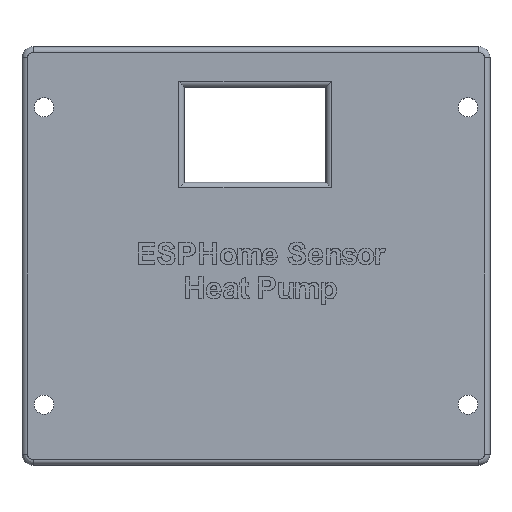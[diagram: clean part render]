
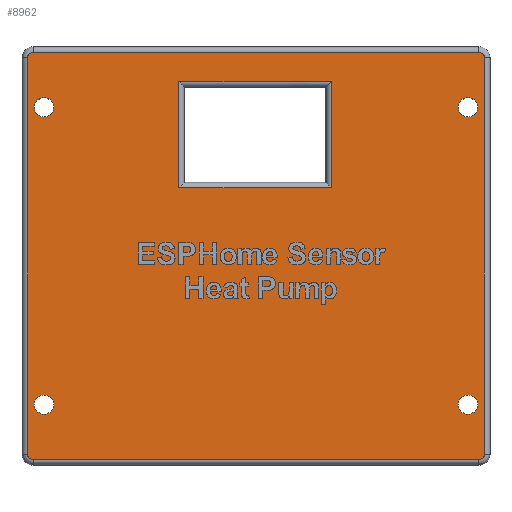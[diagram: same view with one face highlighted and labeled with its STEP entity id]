
A CAD part, top view. The second image highlights one B-rep face of the part: STEP entity #8962.
In plain terms, the highlighted planar face has unit normal (0, 0, 1).
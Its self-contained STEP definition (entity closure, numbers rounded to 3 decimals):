
#994=FACE_BOUND('',#1755,.T.);
#995=FACE_BOUND('',#1756,.T.);
#996=FACE_BOUND('',#1757,.T.);
#997=FACE_BOUND('',#1758,.T.);
#998=FACE_BOUND('',#1759,.T.);
#1022=CIRCLE('',#9506,1.);
#1023=CIRCLE('',#9507,1.);
#1024=CIRCLE('',#9508,1.);
#1025=CIRCLE('',#9509,1.);
#1026=CIRCLE('',#9510,1.75);
#1027=CIRCLE('',#9511,1.75);
#1028=CIRCLE('',#9512,1.75);
#1029=CIRCLE('',#9513,1.75);
#1050=PLANE('',#9505);
#1238=FACE_OUTER_BOUND('',#1754,.T.);
#1754=EDGE_LOOP('',(#6147,#6148,#6149,#6150,#6151,#6152,#6153,#6154));
#1755=EDGE_LOOP('',(#6155));
#1756=EDGE_LOOP('',(#6156));
#1757=EDGE_LOOP('',(#6157));
#1758=EDGE_LOOP('',(#6158));
#1759=EDGE_LOOP('',(#6159,#6160,#6161,#6162));
#2299=LINE('',#10953,#3049);
#2301=LINE('',#10961,#3051);
#2304=LINE('',#10970,#3054);
#2305=LINE('',#10974,#3055);
#2306=LINE('',#10978,#3056);
#2307=LINE('',#10982,#3057);
#2308=LINE('',#10986,#3058);
#2309=LINE('',#10996,#3059);
#3049=VECTOR('',#9735,10.);
#3051=VECTOR('',#9743,10.);
#3054=VECTOR('',#9752,10.);
#3055=VECTOR('',#9755,10.);
#3056=VECTOR('',#9758,10.);
#3057=VECTOR('',#9761,10.);
#3058=VECTOR('',#9764,10.);
#3059=VECTOR('',#9775,10.);
#3799=VERTEX_POINT('',#10951);
#3800=VERTEX_POINT('',#10952);
#3803=VERTEX_POINT('',#10960);
#3806=VERTEX_POINT('',#10968);
#3807=VERTEX_POINT('',#10972);
#3808=VERTEX_POINT('',#10973);
#3809=VERTEX_POINT('',#10975);
#3810=VERTEX_POINT('',#10977);
#3811=VERTEX_POINT('',#10979);
#3812=VERTEX_POINT('',#10981);
#3813=VERTEX_POINT('',#10983);
#3814=VERTEX_POINT('',#10985);
#3815=VERTEX_POINT('',#10988);
#3816=VERTEX_POINT('',#10990);
#3817=VERTEX_POINT('',#10992);
#3818=VERTEX_POINT('',#10994);
#4731=EDGE_CURVE('',#3799,#3800,#2299,.T.);
#4735=EDGE_CURVE('',#3803,#3799,#2301,.T.);
#4740=EDGE_CURVE('',#3806,#3803,#2304,.T.);
#4741=EDGE_CURVE('',#3807,#3808,#2305,.T.);
#4742=EDGE_CURVE('',#3809,#3807,#1022,.T.);
#4743=EDGE_CURVE('',#3810,#3809,#2306,.T.);
#4744=EDGE_CURVE('',#3811,#3810,#1023,.T.);
#4745=EDGE_CURVE('',#3812,#3811,#2307,.T.);
#4746=EDGE_CURVE('',#3813,#3812,#1024,.T.);
#4747=EDGE_CURVE('',#3814,#3813,#2308,.T.);
#4748=EDGE_CURVE('',#3808,#3814,#1025,.T.);
#4749=EDGE_CURVE('',#3815,#3815,#1026,.T.);
#4750=EDGE_CURVE('',#3816,#3816,#1027,.T.);
#4751=EDGE_CURVE('',#3817,#3817,#1028,.T.);
#4752=EDGE_CURVE('',#3818,#3818,#1029,.T.);
#4753=EDGE_CURVE('',#3800,#3806,#2309,.T.);
#6147=ORIENTED_EDGE('',*,*,#4741,.F.);
#6148=ORIENTED_EDGE('',*,*,#4742,.F.);
#6149=ORIENTED_EDGE('',*,*,#4743,.F.);
#6150=ORIENTED_EDGE('',*,*,#4744,.F.);
#6151=ORIENTED_EDGE('',*,*,#4745,.F.);
#6152=ORIENTED_EDGE('',*,*,#4746,.F.);
#6153=ORIENTED_EDGE('',*,*,#4747,.F.);
#6154=ORIENTED_EDGE('',*,*,#4748,.F.);
#6155=ORIENTED_EDGE('',*,*,#4749,.T.);
#6156=ORIENTED_EDGE('',*,*,#4750,.T.);
#6157=ORIENTED_EDGE('',*,*,#4751,.T.);
#6158=ORIENTED_EDGE('',*,*,#4752,.T.);
#6159=ORIENTED_EDGE('',*,*,#4753,.F.);
#6160=ORIENTED_EDGE('',*,*,#4731,.F.);
#6161=ORIENTED_EDGE('',*,*,#4735,.F.);
#6162=ORIENTED_EDGE('',*,*,#4740,.F.);
#8962=ADVANCED_FACE('',(#1238,#994,#995,#996,#997,#998),#1050,.F.);
#9505=AXIS2_PLACEMENT_3D('',#10971,#9753,#9754);
#9506=AXIS2_PLACEMENT_3D('',#10976,#9756,#9757);
#9507=AXIS2_PLACEMENT_3D('',#10980,#9759,#9760);
#9508=AXIS2_PLACEMENT_3D('',#10984,#9762,#9763);
#9509=AXIS2_PLACEMENT_3D('',#10987,#9765,#9766);
#9510=AXIS2_PLACEMENT_3D('',#10989,#9767,#9768);
#9511=AXIS2_PLACEMENT_3D('',#10991,#9769,#9770);
#9512=AXIS2_PLACEMENT_3D('',#10993,#9771,#9772);
#9513=AXIS2_PLACEMENT_3D('',#10995,#9773,#9774);
#9735=DIRECTION('',(0.,1.,0.));
#9743=DIRECTION('',(1.,0.,0.));
#9752=DIRECTION('',(0.,-1.,0.));
#9753=DIRECTION('center_axis',(0.,0.,-1.));
#9754=DIRECTION('ref_axis',(-1.,0.,0.));
#9755=DIRECTION('',(0.,-1.,0.));
#9756=DIRECTION('center_axis',(0.,0.,-1.));
#9757=DIRECTION('ref_axis',(0.707,0.707,0.));
#9758=DIRECTION('',(1.,0.,0.));
#9759=DIRECTION('center_axis',(0.,0.,-1.));
#9760=DIRECTION('ref_axis',(-0.707,0.707,0.));
#9761=DIRECTION('',(0.,1.,0.));
#9762=DIRECTION('center_axis',(0.,0.,-1.));
#9763=DIRECTION('ref_axis',(-0.707,-0.707,0.));
#9764=DIRECTION('',(-1.,0.,0.));
#9765=DIRECTION('center_axis',(0.,0.,-1.));
#9766=DIRECTION('ref_axis',(0.707,-0.707,0.));
#9767=DIRECTION('center_axis',(0.,0.,-1.));
#9768=DIRECTION('ref_axis',(1.,0.,0.));
#9769=DIRECTION('center_axis',(0.,0.,-1.));
#9770=DIRECTION('ref_axis',(1.,0.,0.));
#9771=DIRECTION('center_axis',(0.,0.,-1.));
#9772=DIRECTION('ref_axis',(1.,0.,0.));
#9773=DIRECTION('center_axis',(0.,0.,-1.));
#9774=DIRECTION('ref_axis',(1.,0.,0.));
#9775=DIRECTION('',(-1.,0.,0.));
#10951=CARTESIAN_POINT('',(102.206,-71.648,3.));
#10952=CARTESIAN_POINT('',(102.206,-52.342,3.));
#10953=CARTESIAN_POINT('',(102.206,-77.324,3.));
#10960=CARTESIAN_POINT('',(74.48,-71.648,3.));
#10961=CARTESIAN_POINT('',(81.99,-71.648,3.));
#10968=CARTESIAN_POINT('',(74.48,-52.342,3.));
#10970=CARTESIAN_POINT('',(74.48,-68.671,3.));
#10971=CARTESIAN_POINT('Origin',(88.5,-84.,3.));
#10972=CARTESIAN_POINT('',(130.,-48.,3.));
#10973=CARTESIAN_POINT('',(130.,-120.,3.));
#10974=CARTESIAN_POINT('',(130.,-103.,3.));
#10975=CARTESIAN_POINT('',(129.,-47.,3.));
#10976=CARTESIAN_POINT('Origin',(129.,-48.,3.));
#10977=CARTESIAN_POINT('',(48.,-47.,3.));
#10978=CARTESIAN_POINT('',(109.75,-47.,3.));
#10979=CARTESIAN_POINT('',(47.,-48.,3.));
#10980=CARTESIAN_POINT('Origin',(48.,-48.,3.));
#10981=CARTESIAN_POINT('',(47.,-120.,3.));
#10982=CARTESIAN_POINT('',(47.,-65.,3.));
#10983=CARTESIAN_POINT('',(48.,-121.,3.));
#10984=CARTESIAN_POINT('Origin',(48.,-120.,3.));
#10985=CARTESIAN_POINT('',(129.,-121.,3.));
#10986=CARTESIAN_POINT('',(67.25,-121.,3.));
#10987=CARTESIAN_POINT('Origin',(129.,-120.,3.));
#10988=CARTESIAN_POINT('',(48.25,-57.,3.));
#10989=CARTESIAN_POINT('Origin',(50.,-57.,3.));
#10990=CARTESIAN_POINT('',(48.25,-111.,3.));
#10991=CARTESIAN_POINT('Origin',(50.,-111.,3.));
#10992=CARTESIAN_POINT('',(125.25,-57.,3.));
#10993=CARTESIAN_POINT('Origin',(127.,-57.,3.));
#10994=CARTESIAN_POINT('',(125.25,-111.,3.));
#10995=CARTESIAN_POINT('Origin',(127.,-111.,3.));
#10996=CARTESIAN_POINT('',(94.853,-52.342,3.));
